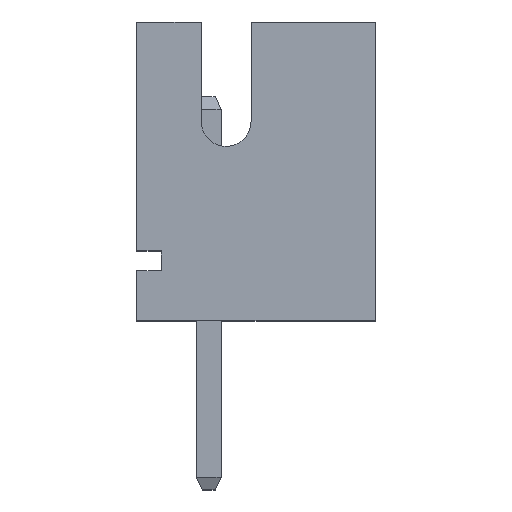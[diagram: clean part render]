
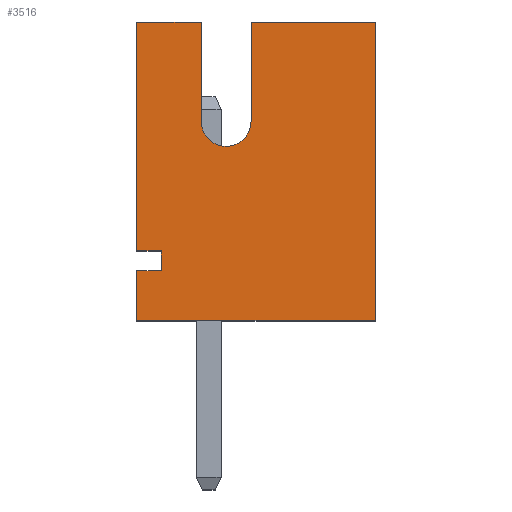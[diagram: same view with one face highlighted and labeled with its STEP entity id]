
A CAD part, top view. The second image highlights one B-rep face of the part: STEP entity #3516.
In plain terms, the highlighted planar face has unit normal (0, 0, 1).
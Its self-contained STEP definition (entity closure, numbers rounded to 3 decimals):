
#30 = EDGE_CURVE ( 'NONE', #1598, #1925, #3194, .T. ) ;
#69 = VECTOR ( 'NONE', #531, 1000. ) ;
#80 = LINE ( 'NONE', #3229, #2171 ) ;
#149 = FACE_OUTER_BOUND ( 'NONE', #440, .T. ) ;
#177 = CARTESIAN_POINT ( 'NONE',  ( -4.3, -4.6, 5.9 ) ) ;
#212 = DIRECTION ( 'NONE',  ( 1., 0., 0. ) ) ;
#230 = VECTOR ( 'NONE', #2296, 1000. ) ;
#281 = ORIENTED_EDGE ( 'NONE', *, *, #2457, .T. ) ;
#360 = VERTEX_POINT ( 'NONE', #2351 ) ;
#440 = EDGE_LOOP ( 'NONE', ( #3613, #3499, #725, #951, #2483, #1922, #2633, #1200, #281, #3143, #2060, #3152 ) ) ;
#477 = LINE ( 'NONE', #2244, #1305 ) ;
#531 = DIRECTION ( 'NONE',  ( -1., 0., 0. ) ) ;
#576 = VERTEX_POINT ( 'NONE', #2699 ) ;
#623 = VERTEX_POINT ( 'NONE', #2107 ) ;
#647 = LINE ( 'NONE', #2120, #3075 ) ;
#670 = EDGE_CURVE ( 'NONE', #360, #2747, #3662, .T. ) ;
#683 = LINE ( 'NONE', #3009, #3278 ) ;
#725 = ORIENTED_EDGE ( 'NONE', *, *, #2967, .T. ) ;
#753 = VERTEX_POINT ( 'NONE', #3356 ) ;
#806 = DIRECTION ( 'NONE',  ( 1., 0., 0. ) ) ;
#889 = EDGE_CURVE ( 'NONE', #2747, #623, #2373, .T. ) ;
#902 = CARTESIAN_POINT ( 'NONE',  ( -2.5, -2., 5.9 ) ) ;
#904 = VERTEX_POINT ( 'NONE', #902 ) ;
#940 = DIRECTION ( 'NONE',  ( 0., -1., 0. ) ) ;
#951 = ORIENTED_EDGE ( 'NONE', *, *, #3155, .F. ) ;
#979 = DIRECTION ( 'NONE',  ( 0., -1., 0. ) ) ;
#983 = VECTOR ( 'NONE', #2472, 1000. ) ;
#1025 = EDGE_CURVE ( 'NONE', #753, #1925, #3554, .T. ) ;
#1064 = EDGE_CURVE ( 'NONE', #1970, #360, #683, .T. ) ;
#1068 = EDGE_CURVE ( 'NONE', #576, #904, #3571, .T. ) ;
#1139 = CARTESIAN_POINT ( 'NONE',  ( -2.497, -2.775, 5.9 ) ) ;
#1148 = DIRECTION ( 'NONE',  ( 1., 0., 0. ) ) ;
#1171 = DIRECTION ( 'NONE',  ( 0., 0., -1. ) ) ;
#1200 = ORIENTED_EDGE ( 'NONE', *, *, #1068, .T. ) ;
#1233 = VECTOR ( 'NONE', #979, 1000. ) ;
#1305 = VECTOR ( 'NONE', #1378, 1000. ) ;
#1378 = DIRECTION ( 'NONE',  ( 0., 1., 0. ) ) ;
#1379 = VECTOR ( 'NONE', #3489, 1000. ) ;
#1419 = CARTESIAN_POINT ( 'NONE',  ( -3.5, -2., 5.9 ) ) ;
#1433 = CIRCLE ( 'NONE', #3534, 0.5 ) ;
#1475 = DIRECTION ( 'NONE',  ( -1., 0., 0. ) ) ;
#1598 = VERTEX_POINT ( 'NONE', #2025 ) ;
#1799 = CARTESIAN_POINT ( 'NONE',  ( 0., -6., 5.9 ) ) ;
#1868 = CARTESIAN_POINT ( 'NONE',  ( -3.5, 0., 5.9 ) ) ;
#1922 = ORIENTED_EDGE ( 'NONE', *, *, #1025, .F. ) ;
#1925 = VERTEX_POINT ( 'NONE', #2833 ) ;
#1970 = VERTEX_POINT ( 'NONE', #2849 ) ;
#2005 = CARTESIAN_POINT ( 'NONE',  ( -2.497, 0., 5.9 ) ) ;
#2006 = VECTOR ( 'NONE', #212, 1000. ) ;
#2025 = CARTESIAN_POINT ( 'NONE',  ( -4.8, -6., 5.9 ) ) ;
#2060 = ORIENTED_EDGE ( 'NONE', *, *, #3193, .F. ) ;
#2065 = VECTOR ( 'NONE', #2073, 1000. ) ;
#2073 = DIRECTION ( 'NONE',  ( 1., 0., 0. ) ) ;
#2107 = CARTESIAN_POINT ( 'NONE',  ( -4.3, -5., 5.9 ) ) ;
#2120 = CARTESIAN_POINT ( 'NONE',  ( -3.5, 0., 5.9 ) ) ;
#2171 = VECTOR ( 'NONE', #1475, 1000. ) ;
#2239 = EDGE_CURVE ( 'NONE', #2386, #2800, #477, .T. ) ;
#2244 = CARTESIAN_POINT ( 'NONE',  ( -3.5, -2.775, 5.9 ) ) ;
#2296 = DIRECTION ( 'NONE',  ( 0., -1., 0. ) ) ;
#2306 = EDGE_CURVE ( 'NONE', #753, #576, #3475, .T. ) ;
#2351 = CARTESIAN_POINT ( 'NONE',  ( -4.8, -4.6, 5.9 ) ) ;
#2373 = LINE ( 'NONE', #2585, #230 ) ;
#2386 = VERTEX_POINT ( 'NONE', #1419 ) ;
#2457 = EDGE_CURVE ( 'NONE', #904, #2386, #1433, .T. ) ;
#2472 = DIRECTION ( 'NONE',  ( 0., -1., 0. ) ) ;
#2483 = ORIENTED_EDGE ( 'NONE', *, *, #30, .T. ) ;
#2585 = CARTESIAN_POINT ( 'NONE',  ( -4.3, -5., 5.9 ) ) ;
#2602 = CARTESIAN_POINT ( 'NONE',  ( -3., -2., 5.9 ) ) ;
#2633 = ORIENTED_EDGE ( 'NONE', *, *, #2306, .T. ) ;
#2677 = CARTESIAN_POINT ( 'NONE',  ( -2.5, -2.775, 5.9 ) ) ;
#2699 = CARTESIAN_POINT ( 'NONE',  ( -2.5, 0., 5.9 ) ) ;
#2734 = AXIS2_PLACEMENT_3D ( 'NONE', #1139, #2834, #806 ) ;
#2747 = VERTEX_POINT ( 'NONE', #2803 ) ;
#2800 = VERTEX_POINT ( 'NONE', #1868 ) ;
#2803 = CARTESIAN_POINT ( 'NONE',  ( -4.3, -4.6, 5.9 ) ) ;
#2833 = CARTESIAN_POINT ( 'NONE',  ( 0., -6., 5.9 ) ) ;
#2834 = DIRECTION ( 'NONE',  ( 0., 0., 1. ) ) ;
#2849 = CARTESIAN_POINT ( 'NONE',  ( -4.8, 0., 5.9 ) ) ;
#2920 = LINE ( 'NONE', #3524, #1379 ) ;
#2967 = EDGE_CURVE ( 'NONE', #623, #3375, #80, .T. ) ;
#3009 = CARTESIAN_POINT ( 'NONE',  ( -4.8, -2.775, 5.9 ) ) ;
#3034 = PLANE ( 'NONE',  #2734 ) ;
#3075 = VECTOR ( 'NONE', #3224, 1000. ) ;
#3143 = ORIENTED_EDGE ( 'NONE', *, *, #2239, .T. ) ;
#3152 = ORIENTED_EDGE ( 'NONE', *, *, #1064, .T. ) ;
#3155 = EDGE_CURVE ( 'NONE', #1598, #3375, #2920, .T. ) ;
#3193 = EDGE_CURVE ( 'NONE', #1970, #2800, #647, .T. ) ;
#3194 = LINE ( 'NONE', #3478, #2065 ) ;
#3224 = DIRECTION ( 'NONE',  ( 1., 0., 0. ) ) ;
#3229 = CARTESIAN_POINT ( 'NONE',  ( -4.8, -5., 5.9 ) ) ;
#3278 = VECTOR ( 'NONE', #940, 1000. ) ;
#3356 = CARTESIAN_POINT ( 'NONE',  ( 0., 0., 5.9 ) ) ;
#3375 = VERTEX_POINT ( 'NONE', #3757 ) ;
#3475 = LINE ( 'NONE', #2005, #69 ) ;
#3478 = CARTESIAN_POINT ( 'NONE',  ( -2.497, -6., 5.9 ) ) ;
#3489 = DIRECTION ( 'NONE',  ( 0., 1., 0. ) ) ;
#3499 = ORIENTED_EDGE ( 'NONE', *, *, #889, .T. ) ;
#3516 = ADVANCED_FACE ( 'NONE', ( #149 ), #3034, .T. ) ;
#3524 = CARTESIAN_POINT ( 'NONE',  ( -4.8, 0., 5.9 ) ) ;
#3534 = AXIS2_PLACEMENT_3D ( 'NONE', #2602, #1171, #1148 ) ;
#3554 = LINE ( 'NONE', #1799, #1233 ) ;
#3571 = LINE ( 'NONE', #2677, #983 ) ;
#3613 = ORIENTED_EDGE ( 'NONE', *, *, #670, .T. ) ;
#3662 = LINE ( 'NONE', #177, #2006 ) ;
#3757 = CARTESIAN_POINT ( 'NONE',  ( -4.8, -5., 5.9 ) ) ;
